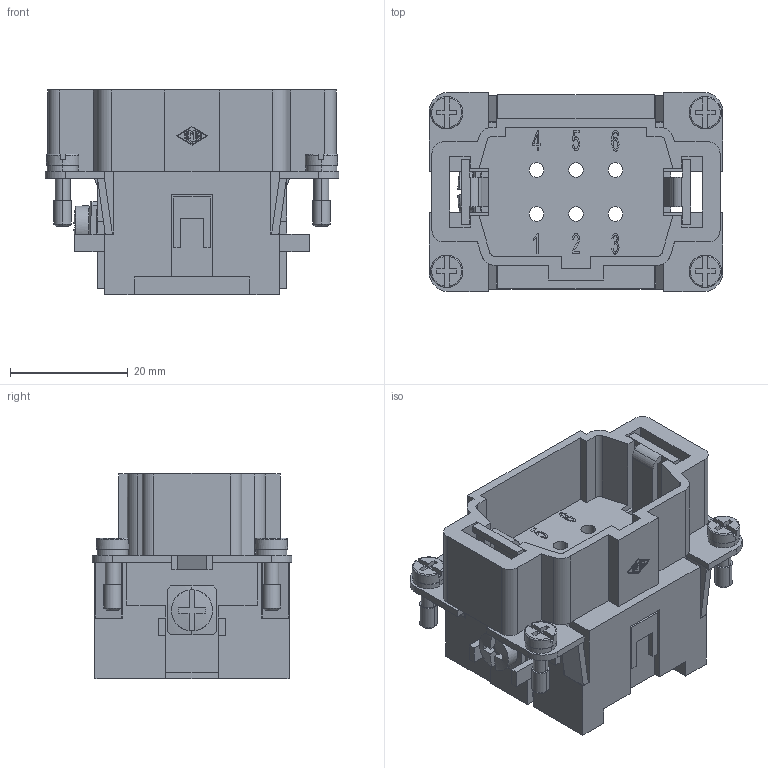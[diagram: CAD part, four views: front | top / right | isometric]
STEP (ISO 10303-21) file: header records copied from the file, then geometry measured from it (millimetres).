
FILE_DESCRIPTION((''),'2;1');
FILE_NAME('CCEM 06.stp','2006-10-25T09:14:46',('gembarski'),(''),'Autodesk Inventor 7','Autodesk Inventor 7','');
FILE_SCHEMA(('AUTOMOTIVE_DESIGN { 1 0 10303 214 1 1 1 1 }'));
Length unit declared in the file: millimetre
Products named in the file (1): CCEM 06
Bounding box: 50 x 34 x 34.9 mm (x, y, z)
Volume: 23475.9 mm3; surface area: 15854.8 mm2
Topology: 1 solids, 1 shells, 738 faces, 2022 edges, 1327 vertices
Faces by surface type: plane 357, bspline 284, cylinder 81, torus 8, cone 4, sphere 4
Entity records: 24681 total; most frequent: CARTESIAN_POINT 6842, ORIENTED_EDGE 4048, DIRECTION 3071, EDGE_CURVE 2024, VECTOR 1463, LINE 1463, VERTEX_POINT 1327, EDGE_LOOP 817
